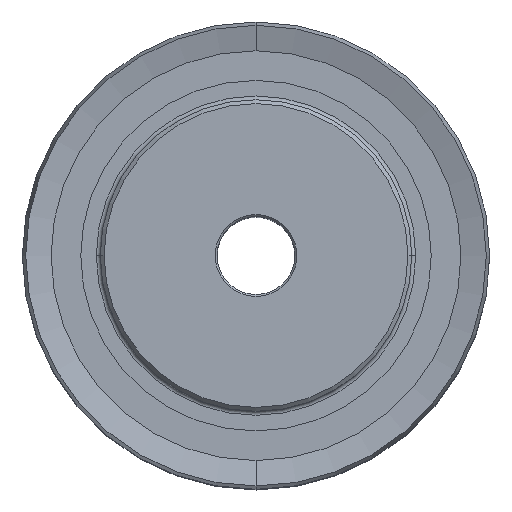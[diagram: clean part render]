
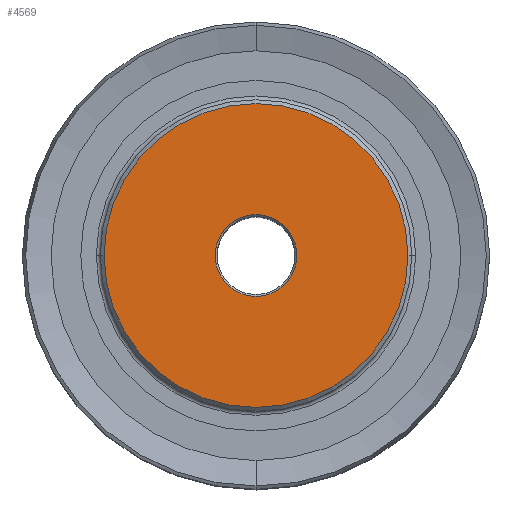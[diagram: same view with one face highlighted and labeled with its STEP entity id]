
A CAD part, top view. The second image highlights one B-rep face of the part: STEP entity #4569.
In plain terms, the highlighted planar face has unit normal (0, 0, 1).
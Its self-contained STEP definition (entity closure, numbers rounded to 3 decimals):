
#1435=CARTESIAN_POINT('',(0.,0.,21.));
#1436=DIRECTION('',(0.,0.,1.));
#1437=DIRECTION('',(-1.,0.,0.));
#1438=AXIS2_PLACEMENT_3D('',#1435,#1436,#1437);
#1453=CARTESIAN_POINT('',(0.,0.,21.));
#1454=DIRECTION('',(0.,0.,1.));
#1455=DIRECTION('',(1.,0.,0.));
#1456=AXIS2_PLACEMENT_3D('',#1453,#1454,#1455);
#1463=CARTESIAN_POINT('',(0.,0.,21.));
#1464=DIRECTION('',(0.,0.,1.));
#1465=DIRECTION('',(1.,0.,0.));
#1466=AXIS2_PLACEMENT_3D('',#1463,#1464,#1465);
#1473=CARTESIAN_POINT('',(0.,0.,21.));
#1474=DIRECTION('',(0.,0.,1.));
#1475=DIRECTION('',(-1.,0.,0.));
#1476=AXIS2_PLACEMENT_3D('',#1473,#1474,#1475);
#2540=CARTESIAN_POINT('',(11.7,0.,21.));
#2541=CARTESIAN_POINT('',(-11.7,0.,21.));
#2542=VERTEX_POINT('',#2540);
#2543=VERTEX_POINT('',#2541);
#2556=CARTESIAN_POINT('',(3.15,0.,21.));
#2557=CARTESIAN_POINT('',(-3.15,0.,21.));
#2558=VERTEX_POINT('',#2556);
#2559=VERTEX_POINT('',#2557);
#4553=CARTESIAN_POINT('',(0.,0.,21.));
#4554=DIRECTION('',(0.,0.,1.));
#4555=DIRECTION('',(1.,0.,0.));
#4556=AXIS2_PLACEMENT_3D('',#4553,#4554,#4555);
#4557=PLANE('',#4556);
#4559=ORIENTED_EDGE('',*,*,#4558,.F.);
#4560=ORIENTED_EDGE('',*,*,#4543,.F.);
#4561=EDGE_LOOP('',(#4559,#4560));
#4562=FACE_OUTER_BOUND('',#4561,.F.);
#4564=ORIENTED_EDGE('',*,*,#4563,.T.);
#4566=ORIENTED_EDGE('',*,*,#4565,.T.);
#4567=EDGE_LOOP('',(#4564,#4566));
#4568=FACE_BOUND('',#4567,.F.);
#1439=CIRCLE('',#1438,11.7);
#1457=CIRCLE('',#1456,11.7);
#1467=CIRCLE('',#1466,3.15);
#1477=CIRCLE('',#1476,3.15);
#4543=EDGE_CURVE('',#2543,#2542,#1439,.T.);
#4558=EDGE_CURVE('',#2542,#2543,#1457,.T.);
#4563=EDGE_CURVE('',#2558,#2559,#1467,.T.);
#4565=EDGE_CURVE('',#2559,#2558,#1477,.T.);
#4569=ADVANCED_FACE('',(#4562,#4568),#4557,.T.);
